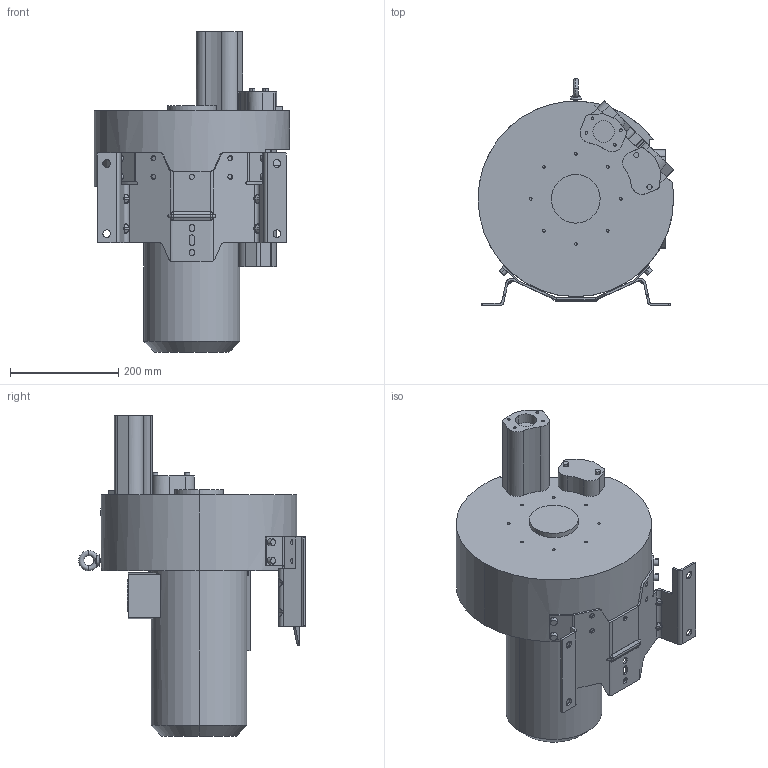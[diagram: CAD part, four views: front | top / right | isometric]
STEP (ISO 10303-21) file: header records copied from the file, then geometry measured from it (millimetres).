
FILE_DESCRIPTION(/* description */ (''),/* implementation_level */ '2;1');
FILE_NAME(/* name */ '4RB420-0AQ36-1-JT-.stp',/* time_stamp */ '2025-07-21T14:38:36+08:00',/* author */ (''),/* organization */ (''),/* preprocessor_version */ 'ST-DEVELOPER v16',/* originating_system */ 'SIEMENS PLM Software NX 10.0',/* authorisation */ '');
FILE_SCHEMA (('AP203_CONFIGURATION_CONTROLLED_3D_DESIGN_OF_MECHANICAL_PARTS_AND_ASSEMBLIES_MIM_LF { 1 0 10303 403 2 1 2}'));
Length unit declared in the file: millimetre
Products named in the file (1): Admi1FF8BDE0qk4s
Bounding box: 362.67 x 419.71 x 593.39 mm (x, y, z)
Volume: 23770679.4 mm3; surface area: 823126.1 mm2
Topology: 1 solids, 1 shells, 605 faces, 1580 edges, 1019 vertices
Faces by surface type: cylinder 280, plane 212, bspline 88, torus 14, cone 7, sphere 4
Full cylindrical faces by diameter (mm): 26 x1, 59 x1
Entity records: 23529 total; most frequent: CARTESIAN_POINT 9205, ORIENTED_EDGE 3156, DIRECTION 2716, EDGE_CURVE 1578, AXIS2_PLACEMENT_3D 1021, VERTEX_POINT 1019, EDGE_LOOP 681, LINE 674
